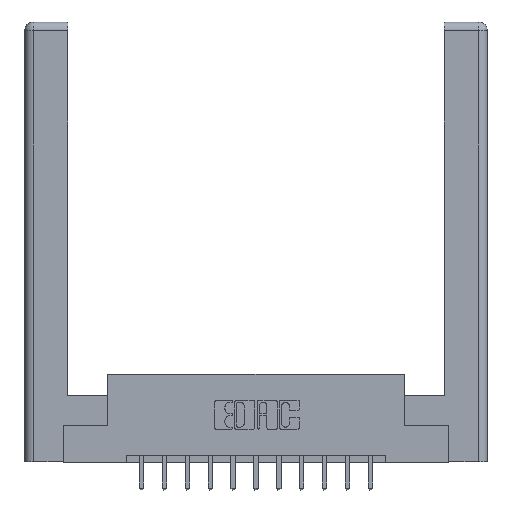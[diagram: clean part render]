
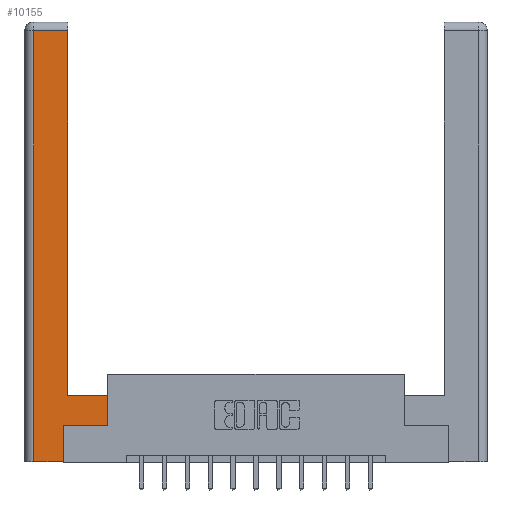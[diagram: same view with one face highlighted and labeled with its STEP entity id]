
A CAD part, top view. The second image highlights one B-rep face of the part: STEP entity #10155.
In plain terms, the highlighted planar face has unit normal (0, 0, 1).
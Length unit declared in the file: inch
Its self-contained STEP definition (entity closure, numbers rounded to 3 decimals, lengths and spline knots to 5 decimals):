
#152 = CARTESIAN_POINT ( 'NONE',  ( 0.265, 0.245, 0. ) ) ;
#238 = CARTESIAN_POINT ( 'NONE',  ( 0.565, 0.45, 0. ) ) ;
#588 = AXIS2_PLACEMENT_3D ( 'NONE', #1774, #2910, #12363 ) ;
#630 = ORIENTED_EDGE ( 'NONE', *, *, #12927, .T. ) ;
#763 = ORIENTED_EDGE ( 'NONE', *, *, #11840, .T. ) ;
#1131 = VECTOR ( 'NONE', #6543, 39.37008 ) ;
#1238 = VERTEX_POINT ( 'NONE', #11453 ) ;
#1467 = EDGE_CURVE ( 'NONE', #12560, #9722, #7131, .T. ) ;
#1774 = CARTESIAN_POINT ( 'NONE',  ( 0., 0., 0. ) ) ;
#1809 = EDGE_LOOP ( 'NONE', ( #12960, #8221, #630, #13652, #10636, #9776, #8398, #763 ) ) ;
#1923 = CARTESIAN_POINT ( 'NONE',  ( 0.265, 0., 0. ) ) ;
#2056 = LINE ( 'NONE', #1923, #1131 ) ;
#2166 = CARTESIAN_POINT ( 'NONE',  ( 0.295, 0.45, 0. ) ) ;
#2771 = VECTOR ( 'NONE', #13972, 39.37008 ) ;
#2910 = DIRECTION ( 'NONE',  ( 0., 0., -1. ) ) ;
#3136 = CARTESIAN_POINT ( 'NONE',  ( 0.565, 0.245, 0. ) ) ;
#3463 = CARTESIAN_POINT ( 'NONE',  ( 0.295, 3., 0. ) ) ;
#3760 = CARTESIAN_POINT ( 'NONE',  ( 0.565, 0.45, 0. ) ) ;
#3967 = VERTEX_POINT ( 'NONE', #5470 ) ;
#3978 = DIRECTION ( 'NONE',  ( 1., 0., 0. ) ) ;
#4265 = VECTOR ( 'NONE', #3978, 39.37008 ) ;
#4978 = DIRECTION ( 'NONE',  ( 0., 1., 0. ) ) ;
#5367 = PLANE ( 'NONE',  #588 ) ;
#5416 = EDGE_CURVE ( 'NONE', #13614, #12560, #8702, .T. ) ;
#5420 = VECTOR ( 'NONE', #11158, 39.37008 ) ;
#5470 = CARTESIAN_POINT ( 'NONE',  ( 0.0615, 0., 0. ) ) ;
#5641 = CARTESIAN_POINT ( 'NONE',  ( 0.0615, 0., 0. ) ) ;
#5685 = DIRECTION ( 'NONE',  ( 0., -1., 0. ) ) ;
#6543 = DIRECTION ( 'NONE',  ( 1., 0., 0. ) ) ;
#6701 = LINE ( 'NONE', #5641, #12228 ) ;
#7131 = LINE ( 'NONE', #13318, #14532 ) ;
#7447 = CARTESIAN_POINT ( 'NONE',  ( 0.565, 0.245, 0. ) ) ;
#7628 = VECTOR ( 'NONE', #4978, 39.37008 ) ;
#7900 = CARTESIAN_POINT ( 'NONE',  ( 0.0615, 2.94, 0. ) ) ;
#8221 = ORIENTED_EDGE ( 'NONE', *, *, #1467, .T. ) ;
#8398 = ORIENTED_EDGE ( 'NONE', *, *, #9677, .T. ) ;
#8677 = VECTOR ( 'NONE', #10558, 39.37008 ) ;
#8702 = LINE ( 'NONE', #3463, #2771 ) ;
#9234 = VERTEX_POINT ( 'NONE', #14584 ) ;
#9677 = EDGE_CURVE ( 'NONE', #12867, #10594, #13913, .T. ) ;
#9722 = VERTEX_POINT ( 'NONE', #7900 ) ;
#9776 = ORIENTED_EDGE ( 'NONE', *, *, #14050, .T. ) ;
#10155 = ADVANCED_FACE ( 'NONE', ( #13325 ), #5367, .F. ) ;
#10558 = DIRECTION ( 'NONE',  ( -1., 0., 0. ) ) ;
#10594 = VERTEX_POINT ( 'NONE', #238 ) ;
#10636 = ORIENTED_EDGE ( 'NONE', *, *, #12656, .T. ) ;
#10891 = CARTESIAN_POINT ( 'NONE',  ( 0.295, 2.94, 0. ) ) ;
#11158 = DIRECTION ( 'NONE',  ( 0., 1., 0. ) ) ;
#11453 = CARTESIAN_POINT ( 'NONE',  ( 0.265, 0.245, 0. ) ) ;
#11683 = LINE ( 'NONE', #152, #5420 ) ;
#11697 = CARTESIAN_POINT ( 'NONE',  ( 0.295, 0.45, 0. ) ) ;
#11840 = EDGE_CURVE ( 'NONE', #10594, #13614, #12176, .T. ) ;
#12176 = LINE ( 'NONE', #2166, #8677 ) ;
#12228 = VECTOR ( 'NONE', #5685, 39.37008 ) ;
#12363 = DIRECTION ( 'NONE',  ( -1., 0., 0. ) ) ;
#12560 = VERTEX_POINT ( 'NONE', #10891 ) ;
#12656 = EDGE_CURVE ( 'NONE', #9234, #1238, #11683, .T. ) ;
#12741 = LINE ( 'NONE', #7447, #4265 ) ;
#12867 = VERTEX_POINT ( 'NONE', #3136 ) ;
#12927 = EDGE_CURVE ( 'NONE', #9722, #3967, #6701, .T. ) ;
#12960 = ORIENTED_EDGE ( 'NONE', *, *, #5416, .T. ) ;
#13318 = CARTESIAN_POINT ( 'NONE',  ( 0.0615, 2.94, 0. ) ) ;
#13325 = FACE_OUTER_BOUND ( 'NONE', #1809, .T. ) ;
#13467 = EDGE_CURVE ( 'NONE', #3967, #9234, #2056, .T. ) ;
#13614 = VERTEX_POINT ( 'NONE', #11697 ) ;
#13652 = ORIENTED_EDGE ( 'NONE', *, *, #13467, .T. ) ;
#13913 = LINE ( 'NONE', #3760, #7628 ) ;
#13972 = DIRECTION ( 'NONE',  ( 0., 1., 0. ) ) ;
#14050 = EDGE_CURVE ( 'NONE', #1238, #12867, #12741, .T. ) ;
#14532 = VECTOR ( 'NONE', #15034, 39.37008 ) ;
#14584 = CARTESIAN_POINT ( 'NONE',  ( 0.265, 0., 0. ) ) ;
#15034 = DIRECTION ( 'NONE',  ( -1., 0., 0. ) ) ;
